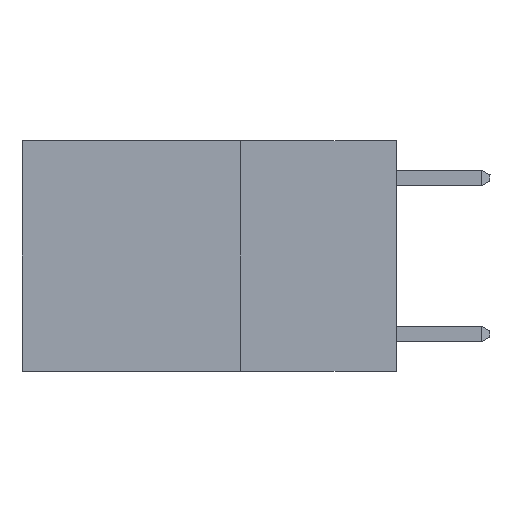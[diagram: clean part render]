
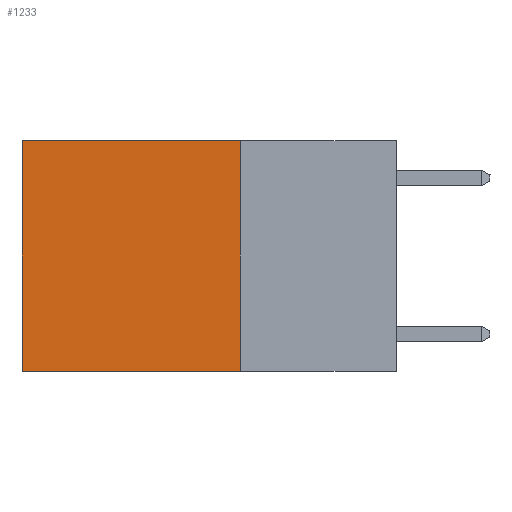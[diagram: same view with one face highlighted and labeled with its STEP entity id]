
A CAD part, left-side view. The second image highlights one B-rep face of the part: STEP entity #1233.
In plain terms, the highlighted planar face has unit normal (-1, 0, 0).
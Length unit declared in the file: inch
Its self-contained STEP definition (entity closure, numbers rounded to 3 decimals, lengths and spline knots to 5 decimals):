
#140 = VERTEX_POINT ( 'NONE', #10388 ) ;
#290 = CARTESIAN_POINT ( 'NONE',  ( 0.2625, 0.25, 0. ) ) ;
#369 = DIRECTION ( 'NONE',  ( 0., 0., -1. ) ) ;
#954 = CARTESIAN_POINT ( 'NONE',  ( 0.2625, 0.25, 0. ) ) ;
#1147 = VERTEX_POINT ( 'NONE', #14654 ) ;
#1233 = ADVANCED_FACE ( 'NONE', ( #1922 ), #12131, .F. ) ;
#1907 = LINE ( 'NONE', #2154, #4271 ) ;
#1922 = FACE_OUTER_BOUND ( 'NONE', #3307, .T. ) ;
#2154 = CARTESIAN_POINT ( 'NONE',  ( 0.2625, 0.6, 0. ) ) ;
#2849 = AXIS2_PLACEMENT_3D ( 'NONE', #3170, #4583, #4345 ) ;
#3170 = CARTESIAN_POINT ( 'NONE',  ( 0.2625, 0.25, 0. ) ) ;
#3307 = EDGE_LOOP ( 'NONE', ( #4625, #10994, #14711, #10551 ) ) ;
#4143 = CARTESIAN_POINT ( 'NONE',  ( 0.2625, 0.25, -0.37 ) ) ;
#4271 = VECTOR ( 'NONE', #8340, 39.37008 ) ;
#4345 = DIRECTION ( 'NONE',  ( 0., 0., -1. ) ) ;
#4583 = DIRECTION ( 'NONE',  ( 1., 0., 0. ) ) ;
#4625 = ORIENTED_EDGE ( 'NONE', *, *, #14947, .T. ) ;
#4890 = EDGE_CURVE ( 'NONE', #1147, #12236, #7830, .T. ) ;
#5240 = LINE ( 'NONE', #290, #13165 ) ;
#5937 = CARTESIAN_POINT ( 'NONE',  ( 0.2625, 0.6, -0.37 ) ) ;
#7302 = DIRECTION ( 'NONE',  ( 0., 1., 0. ) ) ;
#7812 = EDGE_CURVE ( 'NONE', #140, #12867, #12464, .T. ) ;
#7830 = LINE ( 'NONE', #4143, #12978 ) ;
#8340 = DIRECTION ( 'NONE',  ( 0., 0., -1. ) ) ;
#10388 = CARTESIAN_POINT ( 'NONE',  ( 0.2625, 0.25, 0. ) ) ;
#10551 = ORIENTED_EDGE ( 'NONE', *, *, #7812, .T. ) ;
#10994 = ORIENTED_EDGE ( 'NONE', *, *, #4890, .F. ) ;
#11528 = VECTOR ( 'NONE', #7302, 39.37008 ) ;
#12131 = PLANE ( 'NONE',  #2849 ) ;
#12236 = VERTEX_POINT ( 'NONE', #5937 ) ;
#12464 = LINE ( 'NONE', #954, #11528 ) ;
#12675 = DIRECTION ( 'NONE',  ( 0., 1., 0. ) ) ;
#12860 = CARTESIAN_POINT ( 'NONE',  ( 0.2625, 0.6, 0. ) ) ;
#12867 = VERTEX_POINT ( 'NONE', #12860 ) ;
#12978 = VECTOR ( 'NONE', #12675, 39.37008 ) ;
#13165 = VECTOR ( 'NONE', #369, 39.37008 ) ;
#14304 = EDGE_CURVE ( 'NONE', #140, #1147, #5240, .T. ) ;
#14654 = CARTESIAN_POINT ( 'NONE',  ( 0.2625, 0.25, -0.37 ) ) ;
#14711 = ORIENTED_EDGE ( 'NONE', *, *, #14304, .F. ) ;
#14947 = EDGE_CURVE ( 'NONE', #12867, #12236, #1907, .T. ) ;
